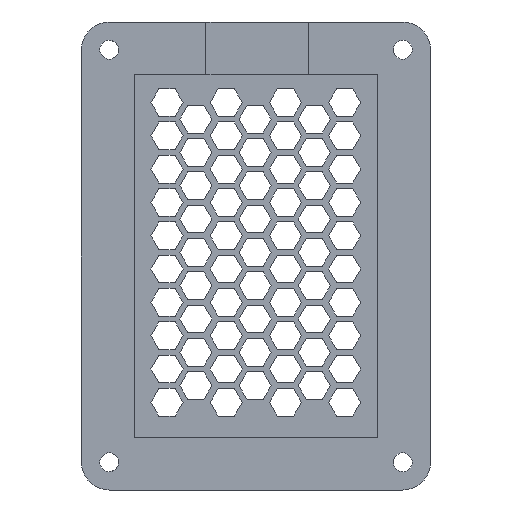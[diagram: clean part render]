
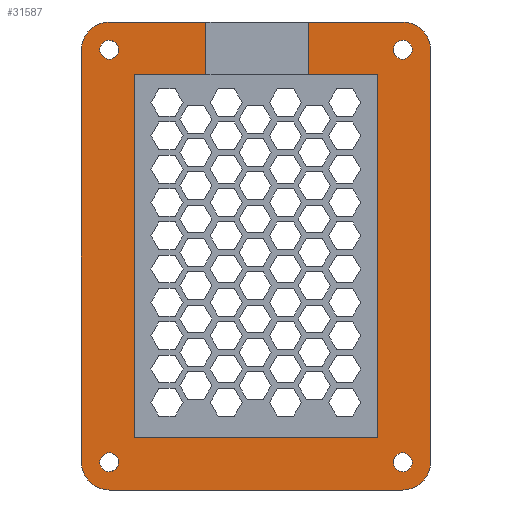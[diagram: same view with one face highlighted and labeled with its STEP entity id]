
A CAD part, front view. The second image highlights one B-rep face of the part: STEP entity #31587.
In plain terms, the highlighted planar face has unit normal (0, -1, 0).
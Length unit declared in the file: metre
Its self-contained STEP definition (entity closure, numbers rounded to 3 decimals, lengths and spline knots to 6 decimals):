
#502=CIRCLE('',#41573,0.0017);
#504=CIRCLE('',#41578,0.0017);
#506=CIRCLE('',#41583,0.0017);
#508=CIRCLE('',#41589,0.0017);
#510=CIRCLE('',#41592,0.005);
#511=CIRCLE('',#41593,0.005);
#512=CIRCLE('',#41594,0.005);
#513=CIRCLE('',#41595,0.005);
#2152=ORIENTED_EDGE('',*,*,#11206,.F.);
#2153=ORIENTED_EDGE('',*,*,#10994,.T.);
#2154=ORIENTED_EDGE('',*,*,#11207,.T.);
#2155=ORIENTED_EDGE('',*,*,#11140,.T.);
#2156=ORIENTED_EDGE('',*,*,#11208,.T.);
#2157=ORIENTED_EDGE('',*,*,#9887,.F.);
#2158=ORIENTED_EDGE('',*,*,#11209,.T.);
#2159=ORIENTED_EDGE('',*,*,#10914,.F.);
#2160=ORIENTED_EDGE('',*,*,#11210,.T.);
#2161=ORIENTED_EDGE('',*,*,#10990,.T.);
#2162=ORIENTED_EDGE('',*,*,#11211,.T.);
#2163=ORIENTED_EDGE('',*,*,#10621,.F.);
#2164=ORIENTED_EDGE('',*,*,#10703,.T.);
#2165=ORIENTED_EDGE('',*,*,#10786,.T.);
#2166=ORIENTED_EDGE('',*,*,#10258,.F.);
#2167=ORIENTED_EDGE('',*,*,#10625,.F.);
#2168=ORIENTED_EDGE('',*,*,#11160,.F.);
#2169=ORIENTED_EDGE('',*,*,#11154,.F.);
#2170=ORIENTED_EDGE('',*,*,#11148,.F.);
#2171=ORIENTED_EDGE('',*,*,#11204,.F.);
#9887=EDGE_CURVE('',#14443,#14444,#17483,.T.);
#10258=EDGE_CURVE('',#14814,#14815,#17676,.T.);
#10621=EDGE_CURVE('',#15152,#15153,#18039,.T.);
#10625=EDGE_CURVE('',#15156,#14814,#18043,.T.);
#10703=EDGE_CURVE('',#15152,#15231,#18121,.T.);
#10786=EDGE_CURVE('',#15231,#14815,#18204,.T.);
#10914=EDGE_CURVE('',#15414,#15415,#18332,.T.);
#10990=EDGE_CURVE('',#15491,#15490,#18408,.T.);
#10994=EDGE_CURVE('',#15495,#15494,#18412,.T.);
#11140=EDGE_CURVE('',#15640,#15641,#18558,.T.);
#11148=EDGE_CURVE('',#15648,#15648,#502,.T.);
#11154=EDGE_CURVE('',#15654,#15654,#504,.T.);
#11160=EDGE_CURVE('',#15660,#15660,#506,.T.);
#11204=EDGE_CURVE('',#15702,#15702,#508,.T.);
#11206=EDGE_CURVE('',#15495,#15156,#18608,.T.);
#11207=EDGE_CURVE('',#15494,#15640,#510,.T.);
#11208=EDGE_CURVE('',#15641,#14444,#511,.T.);
#11209=EDGE_CURVE('',#14443,#15415,#512,.T.);
#11210=EDGE_CURVE('',#15414,#15491,#513,.T.);
#11211=EDGE_CURVE('',#15490,#15153,#18609,.T.);
#14443=VERTEX_POINT('',#50678);
#14444=VERTEX_POINT('',#50680);
#14814=VERTEX_POINT('',#51501);
#14815=VERTEX_POINT('',#51503);
#15152=VERTEX_POINT('',#52251);
#15153=VERTEX_POINT('',#52253);
#15156=VERTEX_POINT('',#52259);
#15231=VERTEX_POINT('',#52413);
#15414=VERTEX_POINT('',#52809);
#15415=VERTEX_POINT('',#52811);
#15490=VERTEX_POINT('',#52962);
#15491=VERTEX_POINT('',#52964);
#15494=VERTEX_POINT('',#52970);
#15495=VERTEX_POINT('',#52972);
#15640=VERTEX_POINT('',#53264);
#15641=VERTEX_POINT('',#53265);
#15648=VERTEX_POINT('',#53281);
#15654=VERTEX_POINT('',#53294);
#15660=VERTEX_POINT('',#53307);
#15702=VERTEX_POINT('',#53395);
#17483=LINE('',#50679,#21593);
#17676=LINE('',#51502,#21786);
#18039=LINE('',#52252,#22149);
#18043=LINE('',#52260,#22153);
#18121=LINE('',#52414,#22231);
#18204=LINE('',#52578,#22314);
#18332=LINE('',#52810,#22442);
#18408=LINE('',#52963,#22518);
#18412=LINE('',#52971,#22522);
#18558=LINE('',#53263,#22668);
#18608=LINE('',#53399,#22718);
#18609=LINE('',#53404,#22719);
#21593=VECTOR('',#43140,1.);
#21786=VECTOR('',#43617,1.);
#22149=VECTOR('',#44078,1.);
#22153=VECTOR('',#44082,1.);
#22231=VECTOR('',#44162,1.);
#22314=VECTOR('',#44247,1.);
#22442=VECTOR('',#44377,1.);
#22518=VECTOR('',#44455,1.);
#22522=VECTOR('',#44459,1.);
#22668=VECTOR('',#44607,1.);
#22718=VECTOR('',#44701,1.);
#22719=VECTOR('',#44710,1.);
#25780=EDGE_LOOP('',(#2152,#2153,#2154,#2155,#2156,#2157,#2158,#2159,#2160,
#2161,#2162,#2163,#2164,#2165,#2166,#2167));
#25781=EDGE_LOOP('',(#2168));
#25782=EDGE_LOOP('',(#2169));
#25783=EDGE_LOOP('',(#2170));
#25784=EDGE_LOOP('',(#2171));
#27444=FACE_BOUND('',#25780,.T.);
#27445=FACE_BOUND('',#25781,.T.);
#27446=FACE_BOUND('',#25782,.T.);
#27447=FACE_BOUND('',#25783,.T.);
#27448=FACE_BOUND('',#25784,.T.);
#28992=PLANE('',#41591);
#31587=ADVANCED_FACE('',(#27444,#27445,#27446,#27447,#27448),#28992,.T.);
#41573=AXIS2_PLACEMENT_3D('',#53280,#44619,#44620);
#41578=AXIS2_PLACEMENT_3D('',#53293,#44631,#44632);
#41583=AXIS2_PLACEMENT_3D('',#53306,#44643,#44644);
#41589=AXIS2_PLACEMENT_3D('',#53394,#44695,#44696);
#41591=AXIS2_PLACEMENT_3D('',#53398,#44699,#44700);
#41592=AXIS2_PLACEMENT_3D('',#53400,#44702,#44703);
#41593=AXIS2_PLACEMENT_3D('',#53401,#44704,#44705);
#41594=AXIS2_PLACEMENT_3D('',#53402,#44706,#44707);
#41595=AXIS2_PLACEMENT_3D('',#53403,#44708,#44709);
#43140=DIRECTION('',(-1.,0.,0.));
#43617=DIRECTION('',(0.,0.,-1.));
#44078=DIRECTION('',(-1.,0.,0.));
#44082=DIRECTION('',(-1.,0.,0.));
#44162=DIRECTION('',(0.,0.,-1.));
#44247=DIRECTION('',(-1.,0.,0.));
#44377=DIRECTION('',(0.,0.,-1.));
#44455=DIRECTION('',(-1.,0.,0.));
#44459=DIRECTION('',(-1.,0.,0.));
#44607=DIRECTION('',(0.,0.,-1.));
#44619=DIRECTION('',(0.,-1.,0.));
#44620=DIRECTION('',(0.,0.,-1.));
#44631=DIRECTION('',(0.,-1.,0.));
#44632=DIRECTION('',(0.,0.,-1.));
#44643=DIRECTION('',(0.,-1.,0.));
#44644=DIRECTION('',(0.,0.,-1.));
#44695=DIRECTION('',(0.,-1.,0.));
#44696=DIRECTION('',(0.,0.,-1.));
#44699=DIRECTION('',(0.,-1.,0.));
#44700=DIRECTION('',(1.,0.,0.));
#44701=DIRECTION('',(0.,0.,-1.));
#44702=DIRECTION('',(0.,-1.,0.));
#44703=DIRECTION('',(0.,0.,-1.));
#44704=DIRECTION('',(0.,-1.,0.));
#44705=DIRECTION('',(0.,0.,-1.));
#44706=DIRECTION('',(0.,-1.,0.));
#44707=DIRECTION('',(0.,0.,-1.));
#44708=DIRECTION('',(0.,-1.,0.));
#44709=DIRECTION('',(0.,0.,-1.));
#44710=DIRECTION('',(0.,0.,-1.));
#50678=CARTESIAN_POINT('',(0.026431,-0.013,-0.042147));
#50679=CARTESIAN_POINT('',(0.,-0.013,-0.042147));
#50680=CARTESIAN_POINT('',(-0.026431,-0.013,-0.042147));
#51501=CARTESIAN_POINT('',(-0.021931,-0.013,0.032647));
#51502=CARTESIAN_POINT('',(-0.021931,-0.013,0.));
#51503=CARTESIAN_POINT('',(-0.021931,-0.013,-0.032647));
#52251=CARTESIAN_POINT('',(0.021931,-0.013,0.032647));
#52252=CARTESIAN_POINT('',(0.,-0.013,0.032647));
#52253=CARTESIAN_POINT('',(0.009488,-0.013,0.032647));
#52259=CARTESIAN_POINT('',(-0.009012,-0.013,0.032647));
#52260=CARTESIAN_POINT('',(0.,-0.013,0.032647));
#52413=CARTESIAN_POINT('',(0.021931,-0.013,-0.032647));
#52414=CARTESIAN_POINT('',(0.021931,-0.013,0.));
#52578=CARTESIAN_POINT('',(0.,-0.013,-0.032647));
#52809=CARTESIAN_POINT('',(0.031431,-0.013,0.037147));
#52810=CARTESIAN_POINT('',(0.031431,-0.013,0.));
#52811=CARTESIAN_POINT('',(0.031431,-0.013,-0.037147));
#52962=CARTESIAN_POINT('',(0.009488,-0.013,0.042147));
#52963=CARTESIAN_POINT('',(0.,-0.013,0.042147));
#52964=CARTESIAN_POINT('',(0.026431,-0.013,0.042147));
#52970=CARTESIAN_POINT('',(-0.026431,-0.013,0.042147));
#52971=CARTESIAN_POINT('',(0.,-0.013,0.042147));
#52972=CARTESIAN_POINT('',(-0.009012,-0.013,0.042147));
#53263=CARTESIAN_POINT('',(-0.031431,-0.013,0.));
#53264=CARTESIAN_POINT('',(-0.031431,-0.013,0.037147));
#53265=CARTESIAN_POINT('',(-0.031431,-0.013,-0.037147));
#53280=CARTESIAN_POINT('',(-0.026431,-0.013,0.037147));
#53281=CARTESIAN_POINT('',(-0.026431,-0.013,0.035447));
#53293=CARTESIAN_POINT('',(-0.026431,-0.013,-0.037147));
#53294=CARTESIAN_POINT('',(-0.026431,-0.013,-0.038847));
#53306=CARTESIAN_POINT('',(0.026431,-0.013,-0.037147));
#53307=CARTESIAN_POINT('',(0.026431,-0.013,-0.038847));
#53394=CARTESIAN_POINT('',(0.026431,-0.013,0.037147));
#53395=CARTESIAN_POINT('',(0.026431,-0.013,0.035447));
#53398=CARTESIAN_POINT('',(0.,-0.013,0.));
#53399=CARTESIAN_POINT('',(-0.009012,-0.013,0.037397));
#53400=CARTESIAN_POINT('',(-0.026431,-0.013,0.037147));
#53401=CARTESIAN_POINT('',(-0.026431,-0.013,-0.037147));
#53402=CARTESIAN_POINT('',(0.026431,-0.013,-0.037147));
#53403=CARTESIAN_POINT('',(0.026431,-0.013,0.037147));
#53404=CARTESIAN_POINT('',(0.009488,-0.013,0.037397));
